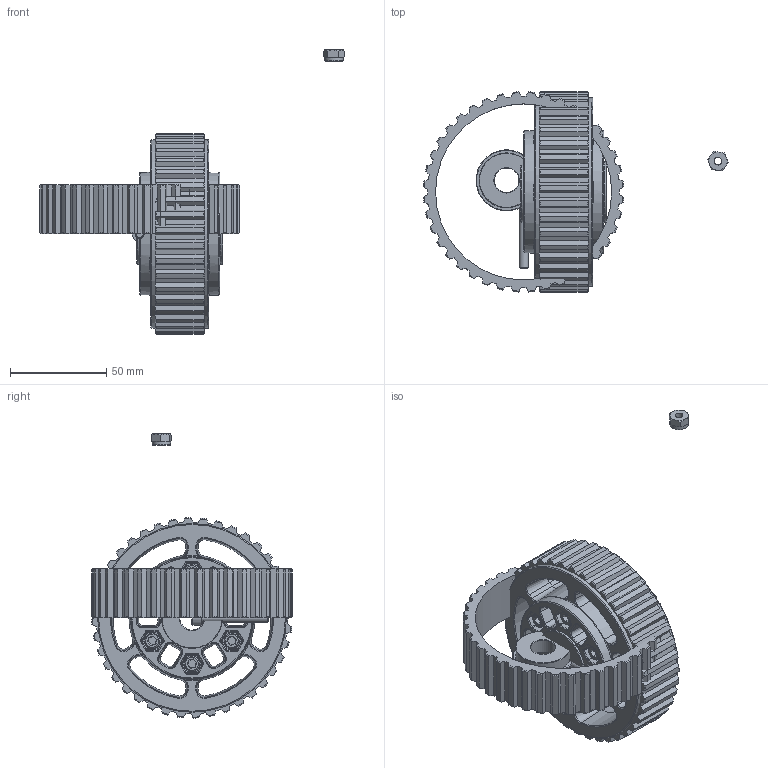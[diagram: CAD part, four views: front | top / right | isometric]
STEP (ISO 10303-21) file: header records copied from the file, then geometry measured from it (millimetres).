
FILE_DESCRIPTION( ( 'Unknown' ), '1' );
FILE_NAME( '4Plaction_500bearing.stp', 'Unknown', ( 'Unknown' ), ( 'Unknown' ), 'XStep 1.0', 'Unknown', ' ' );
FILE_SCHEMA( ( 'CONFIG_CONTROL_DESIGN' ) );
Length unit declared in the file: millimetre
Products named in the file (6): Assem1; 4MW_d01; 4RoughTread; 10-32_nylock_nut; 10-32x1375_shcs; fr-8-zz
Bounding box: 158.42 x 104.13 x 147.63 mm (x, y, z)
Volume: 298059.9 mm3; surface area: 150035.5 mm2
Topology: 22 solids, 22 shells, 2362 faces, 5703 edges, 3432 vertices
Faces by surface type: plane 655, cylinder 524, cone 457, torus 318, bspline 216, sphere 192
Full cylindrical faces by diameter (mm): 4.039 x7, 4.775 x7, 7.823 x7, 9.525 x7, 12.7 x3, 24.486 x3, 28.575 x3, 31.75 x3, 91.44 x2, 95.504 x3, 98.044 x3
Entity records: 26218 total; most frequent: CARTESIAN_POINT 6893, DIRECTION 4146, ORIENTED_EDGE 3892, EDGE_CURVE 1946, AXIS2_PLACEMENT_3D 1663, VERTEX_POINT 1214, EDGE_LOOP 924, FACE_OUTER_BOUND 844
